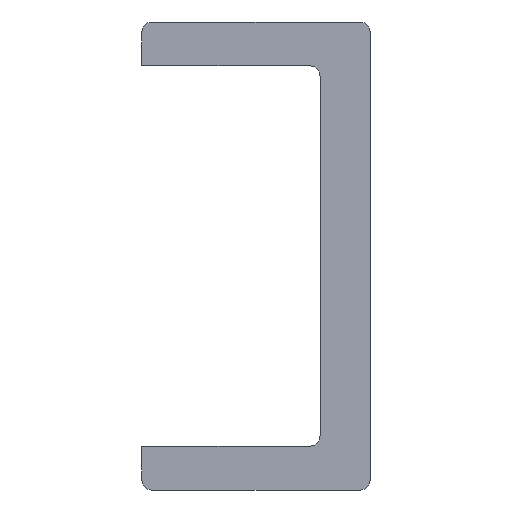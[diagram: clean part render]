
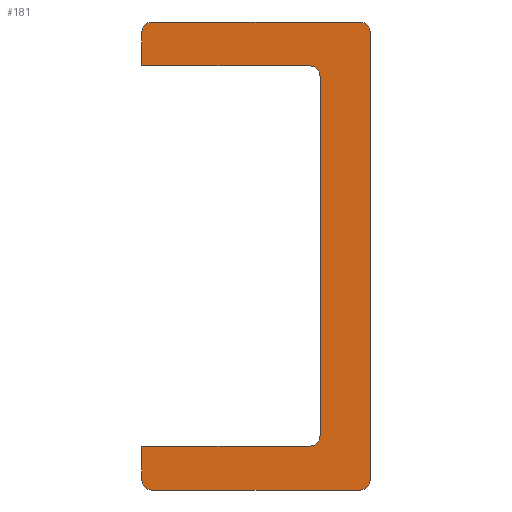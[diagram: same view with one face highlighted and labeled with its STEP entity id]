
A CAD part, front view. The second image highlights one B-rep face of the part: STEP entity #181.
In plain terms, the highlighted planar face has unit normal (0, -1, 0).
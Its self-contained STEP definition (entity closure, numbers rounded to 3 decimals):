
#181 = ADVANCED_FACE( '', ( #474 ), #475, .F. );
#474 = FACE_OUTER_BOUND( '', #907, .T. );
#475 = PLANE( '', #908 );
#907 = EDGE_LOOP( '', ( #1409, #1410, #1411, #1412, #1413, #1414, #1415, #1416, #1417, #1418, #1419, #1420, #1421, #1422 ) );
#908 = AXIS2_PLACEMENT_3D( '', #1423, #1424, #1425 );
#1409 = ORIENTED_EDGE( '', *, *, #1932, .F. );
#1410 = ORIENTED_EDGE( '', *, *, #1992, .T. );
#1411 = ORIENTED_EDGE( '', *, *, #1977, .F. );
#1412 = ORIENTED_EDGE( '', *, *, #1993, .T. );
#1413 = ORIENTED_EDGE( '', *, *, #1994, .F. );
#1414 = ORIENTED_EDGE( '', *, *, #1995, .F. );
#1415 = ORIENTED_EDGE( '', *, *, #1892, .F. );
#1416 = ORIENTED_EDGE( '', *, *, #1996, .F. );
#1417 = ORIENTED_EDGE( '', *, *, #1997, .F. );
#1418 = ORIENTED_EDGE( '', *, *, #1998, .F. );
#1419 = ORIENTED_EDGE( '', *, *, #1999, .F. );
#1420 = ORIENTED_EDGE( '', *, *, #2000, .T. );
#1421 = ORIENTED_EDGE( '', *, *, #1969, .F. );
#1422 = ORIENTED_EDGE( '', *, *, #1965, .T. );
#1423 = CARTESIAN_POINT( '', ( -10.5, 0., 21.5 ) );
#1424 = DIRECTION( '', ( 0., 1., 0. ) );
#1425 = DIRECTION( '', ( 0., 0., 1. ) );
#1892 = EDGE_CURVE( '', #2147, #2148, #2149, .T. );
#1932 = EDGE_CURVE( '', #2223, #2225, #2226, .T. );
#1965 = EDGE_CURVE( '', #2277, #2225, #2278, .F. );
#1969 = EDGE_CURVE( '', #2277, #2283, #2284, .T. );
#1977 = EDGE_CURVE( '', #2295, #2296, #2297, .T. );
#1992 = EDGE_CURVE( '', #2223, #2296, #2319, .F. );
#1993 = EDGE_CURVE( '', #2295, #2320, #2321, .F. );
#1994 = EDGE_CURVE( '', #2322, #2320, #2323, .T. );
#1995 = EDGE_CURVE( '', #2148, #2322, #2324, .T. );
#1996 = EDGE_CURVE( '', #2325, #2147, #2326, .T. );
#1997 = EDGE_CURVE( '', #2327, #2325, #2328, .T. );
#1998 = EDGE_CURVE( '', #2329, #2327, #2330, .T. );
#1999 = EDGE_CURVE( '', #2331, #2329, #2332, .T. );
#2000 = EDGE_CURVE( '', #2331, #2283, #2333, .F. );
#2147 = VERTEX_POINT( '', #2530 );
#2148 = VERTEX_POINT( '', #2531 );
#2149 = CIRCLE( '', #2532, 1. );
#2223 = VERTEX_POINT( '', #2609 );
#2225 = VERTEX_POINT( '', #2612 );
#2226 = LINE( '', #2613, #2614 );
#2277 = VERTEX_POINT( '', #2666 );
#2278 = CIRCLE( '', #2667, 0.9 );
#2283 = VERTEX_POINT( '', #2674 );
#2284 = LINE( '', #2675, #2676 );
#2295 = VERTEX_POINT( '', #2688 );
#2296 = VERTEX_POINT( '', #2689 );
#2297 = LINE( '', #2690, #2691 );
#2319 = CIRCLE( '', #2716, 0.9 );
#2320 = VERTEX_POINT( '', #2717 );
#2321 = CIRCLE( '', #2718, 0.9 );
#2322 = VERTEX_POINT( '', #2719 );
#2323 = LINE( '', #2720, #2721 );
#2324 = LINE( '', #2722, #2723 );
#2325 = VERTEX_POINT( '', #2724 );
#2326 = LINE( '', #2725, #2726 );
#2327 = VERTEX_POINT( '', #2727 );
#2328 = CIRCLE( '', #2728, 1. );
#2329 = VERTEX_POINT( '', #2729 );
#2330 = LINE( '', #2730, #2731 );
#2331 = VERTEX_POINT( '', #2732 );
#2332 = LINE( '', #2733, #2734 );
#2333 = CIRCLE( '', #2735, 0.9 );
#2530 = CARTESIAN_POINT( '', ( 5.9, 0., 16.5 ) );
#2531 = CARTESIAN_POINT( '', ( 4.9, 0., 17.5 ) );
#2532 = AXIS2_PLACEMENT_3D( '', #2946, #2947, #2948 );
#2609 = CARTESIAN_POINT( '', ( 10.5, 0., 20.6 ) );
#2612 = CARTESIAN_POINT( '', ( 10.5, 0., -20.6 ) );
#2613 = CARTESIAN_POINT( '', ( 10.5, 0., 21.5 ) );
#2614 = VECTOR( '', #3049, 1000. );
#2666 = CARTESIAN_POINT( '', ( 9.6, 0., -21.5 ) );
#2667 = AXIS2_PLACEMENT_3D( '', #3105, #3106, #3107 );
#2674 = CARTESIAN_POINT( '', ( -9.6, 0., -21.5 ) );
#2675 = CARTESIAN_POINT( '', ( 10.5, 0., -21.5 ) );
#2676 = VECTOR( '', #3110, 1000. );
#2688 = CARTESIAN_POINT( '', ( -9.6, 0., 21.5 ) );
#2689 = CARTESIAN_POINT( '', ( 9.6, 0., 21.5 ) );
#2690 = CARTESIAN_POINT( '', ( -10.5, 0., 21.5 ) );
#2691 = VECTOR( '', #3121, 1000. );
#2716 = AXIS2_PLACEMENT_3D( '', #3140, #3141, #3142 );
#2717 = CARTESIAN_POINT( '', ( -10.5, 0., 20.6 ) );
#2718 = AXIS2_PLACEMENT_3D( '', #3143, #3144, #3145 );
#2719 = CARTESIAN_POINT( '', ( -10.5, 0., 17.5 ) );
#2720 = CARTESIAN_POINT( '', ( -10.5, 0., -21.5 ) );
#2721 = VECTOR( '', #3146, 1000. );
#2722 = CARTESIAN_POINT( '', ( 4.9, 0., 17.5 ) );
#2723 = VECTOR( '', #3147, 1000. );
#2724 = CARTESIAN_POINT( '', ( 5.9, 0., -16.5 ) );
#2725 = CARTESIAN_POINT( '', ( 5.9, 0., 16.5 ) );
#2726 = VECTOR( '', #3148, 1000. );
#2727 = CARTESIAN_POINT( '', ( 4.9, 0., -17.5 ) );
#2728 = AXIS2_PLACEMENT_3D( '', #3149, #3150, #3151 );
#2729 = CARTESIAN_POINT( '', ( -10.5, 0., -17.5 ) );
#2730 = CARTESIAN_POINT( '', ( 4.9, 0., -17.5 ) );
#2731 = VECTOR( '', #3152, 1000. );
#2732 = CARTESIAN_POINT( '', ( -10.5, 0., -20.6 ) );
#2733 = CARTESIAN_POINT( '', ( -10.5, 0., -21.5 ) );
#2734 = VECTOR( '', #3153, 1000. );
#2735 = AXIS2_PLACEMENT_3D( '', #3154, #3155, #3156 );
#2946 = CARTESIAN_POINT( '', ( 4.9, 0., 16.5 ) );
#2947 = DIRECTION( '', ( 0., -1., 0. ) );
#2948 = DIRECTION( '', ( -1., 0., 0. ) );
#3049 = DIRECTION( '', ( 0., 0., -1. ) );
#3105 = CARTESIAN_POINT( '', ( 9.6, 0., -20.6 ) );
#3106 = DIRECTION( '', ( 0., 1., 0. ) );
#3107 = DIRECTION( '', ( 0., 0., 1. ) );
#3110 = DIRECTION( '', ( -1., 0., 0. ) );
#3121 = DIRECTION( '', ( 1., 0., 0. ) );
#3140 = CARTESIAN_POINT( '', ( 9.6, 0., 20.6 ) );
#3141 = DIRECTION( '', ( 0., 1., 0. ) );
#3142 = DIRECTION( '', ( 0., 0., 1. ) );
#3143 = CARTESIAN_POINT( '', ( -9.6, 0., 20.6 ) );
#3144 = DIRECTION( '', ( 0., 1., 0. ) );
#3145 = DIRECTION( '', ( 0., 0., 1. ) );
#3146 = DIRECTION( '', ( 0., 0., 1. ) );
#3147 = DIRECTION( '', ( -1., 0., 0. ) );
#3148 = DIRECTION( '', ( 0., 0., 1. ) );
#3149 = CARTESIAN_POINT( '', ( 4.9, 0., -16.5 ) );
#3150 = DIRECTION( '', ( 0., -1., 0. ) );
#3151 = DIRECTION( '', ( -1., 0., 0. ) );
#3152 = DIRECTION( '', ( 1., 0., 0. ) );
#3153 = DIRECTION( '', ( 0., 0., 1. ) );
#3154 = CARTESIAN_POINT( '', ( -9.6, 0., -20.6 ) );
#3155 = DIRECTION( '', ( 0., 1., 0. ) );
#3156 = DIRECTION( '', ( 0., 0., 1. ) );
